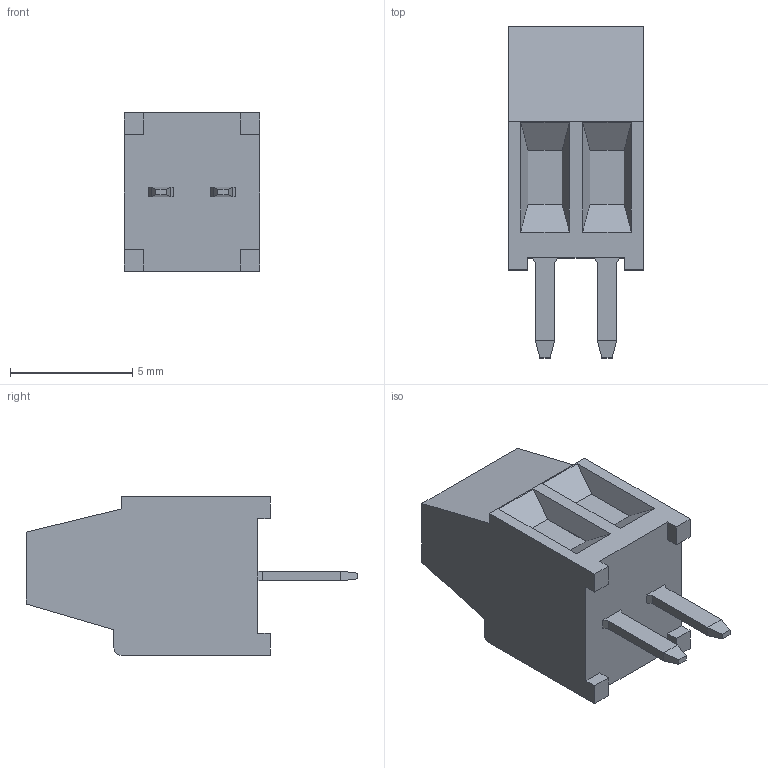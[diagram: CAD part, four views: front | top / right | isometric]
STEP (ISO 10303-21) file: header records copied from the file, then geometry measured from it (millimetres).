
FILE_DESCRIPTION (( 'STEP AP214' ), '1' );
FILE_NAME ('282834-2.STEP', '2020-03-23T10:29:29', ( '' ), ( '' ), 'SwSTEP 2.0', 'SolidWorks 2017', '' );
FILE_SCHEMA (( 'AUTOMOTIVE_DESIGN' ));
Length unit declared in the file: millimetre
Products named in the file (1): 282834-2
Bounding box: 5.54 x 13.6 x 6.5 mm (x, y, z)
Volume: 263.4 mm3; surface area: 513.6 mm2
Topology: 7 solids, 7 shells, 123 faces, 307 edges, 198 vertices
Faces by surface type: plane 112, cylinder 11
Entity records: 3691 total; most frequent: CARTESIAN_POINT 641, ORIENTED_EDGE 614, DIRECTION 581, EDGE_CURVE 307, LINE 273, VECTOR 273, VERTEX_POINT 198, AXIS2_PLACEMENT_3D 154
